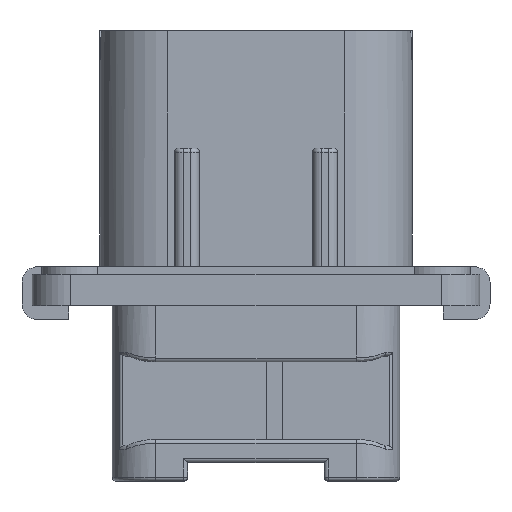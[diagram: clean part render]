
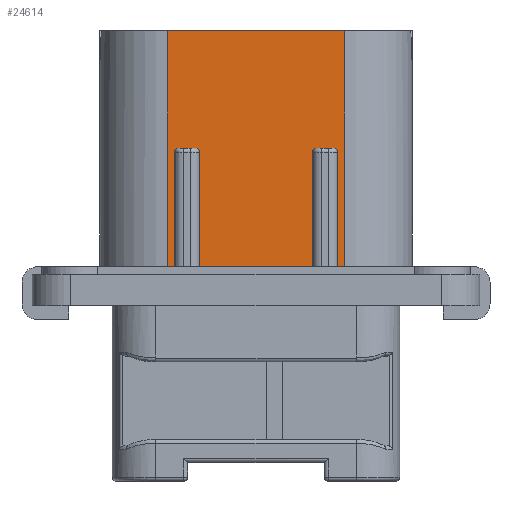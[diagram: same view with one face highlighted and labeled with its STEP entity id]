
A CAD part, front view. The second image highlights one B-rep face of the part: STEP entity #24614.
In plain terms, the highlighted planar face has unit normal (0, -1, 0).
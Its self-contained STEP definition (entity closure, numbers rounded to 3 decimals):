
#999=DIRECTION('',(1.,0.,0.));
#1000=VECTOR('',#999,0.45);
#1001=CARTESIAN_POINT('',(5.25,-9.,2.));
#1002=LINE('',#1001,#1000);
#1222=DIRECTION('',(1.,0.,0.));
#1223=VECTOR('',#1222,0.45);
#1224=CARTESIAN_POINT('',(-5.7,-9.,2.));
#1225=LINE('',#1224,#1223);
#1234=CARTESIAN_POINT('',(-5.,-9.,9.87));
#1235=DIRECTION('',(0.,1.,0.));
#1236=DIRECTION('',(-1.,0.,0.));
#1237=AXIS2_PLACEMENT_3D('',#1234,#1235,#1236);
#1266=CARTESIAN_POINT('',(-3.9,-9.,9.87));
#1267=DIRECTION('',(0.,1.,0.));
#1268=DIRECTION('',(0.,0.,1.));
#1269=AXIS2_PLACEMENT_3D('',#1266,#1267,#1268);
#1279=DIRECTION('',(0.,0.,-1.));
#1280=VECTOR('',#1279,7.87);
#1281=CARTESIAN_POINT('',(5.25,-9.,9.87));
#1282=LINE('',#1281,#1280);
#1283=DIRECTION('',(-1.,0.,0.));
#1284=VECTOR('',#1283,1.1);
#1285=CARTESIAN_POINT('',(5.,-9.,10.12));
#1286=LINE('',#1285,#1284);
#1287=DIRECTION('',(0.,0.,-1.));
#1288=VECTOR('',#1287,7.87);
#1289=CARTESIAN_POINT('',(3.65,-9.,9.87));
#1290=LINE('',#1289,#1288);
#1291=DIRECTION('',(0.,0.,-1.));
#1292=VECTOR('',#1291,7.87);
#1293=CARTESIAN_POINT('',(-3.65,-9.,9.87));
#1294=LINE('',#1293,#1292);
#1295=DIRECTION('',(-1.,0.,0.));
#1296=VECTOR('',#1295,1.1);
#1297=CARTESIAN_POINT('',(-3.9,-9.,10.12));
#1298=LINE('',#1297,#1296);
#1299=DIRECTION('',(0.,0.,-1.));
#1300=VECTOR('',#1299,7.87);
#1301=CARTESIAN_POINT('',(-5.25,-9.,9.87));
#1302=LINE('',#1301,#1300);
#1303=DIRECTION('',(0.,0.,-1.));
#1304=VECTOR('',#1303,15.67);
#1305=CARTESIAN_POINT('',(-5.7,-9.,17.67));
#1306=LINE('',#1305,#1304);
#1307=DIRECTION('',(0.,0.,-1.));
#1308=VECTOR('',#1307,15.67);
#1309=CARTESIAN_POINT('',(5.7,-9.,17.67));
#1310=LINE('',#1309,#1308);
#1324=CARTESIAN_POINT('',(5.,-9.,9.87));
#1325=DIRECTION('',(0.,1.,0.));
#1326=DIRECTION('',(0.,0.,1.));
#1327=AXIS2_PLACEMENT_3D('',#1324,#1325,#1326);
#1462=DIRECTION('',(1.,0.,0.));
#1463=VECTOR('',#1462,7.3);
#1464=CARTESIAN_POINT('',(-3.65,-9.,2.));
#1465=LINE('',#1464,#1463);
#1478=CARTESIAN_POINT('',(3.9,-9.,9.87));
#1479=DIRECTION('',(0.,1.,0.));
#1480=DIRECTION('',(-1.,0.,0.));
#1481=AXIS2_PLACEMENT_3D('',#1478,#1479,#1480);
#1690=DIRECTION('',(1.,0.,0.));
#1691=VECTOR('',#1690,11.4);
#1692=CARTESIAN_POINT('',(-5.7,-9.,17.67));
#1693=LINE('',#1692,#1691);
#19093=CARTESIAN_POINT('',(-5.7,-9.,17.67));
#19094=CARTESIAN_POINT('',(-5.7,-9.,2.));
#19095=VERTEX_POINT('',#19093);
#19096=VERTEX_POINT('',#19094);
#19097=CARTESIAN_POINT('',(5.7,-9.,17.67));
#19098=CARTESIAN_POINT('',(5.7,-9.,2.));
#19099=VERTEX_POINT('',#19097);
#19100=VERTEX_POINT('',#19098);
#21012=CARTESIAN_POINT('',(-5.25,-9.,2.));
#21013=VERTEX_POINT('',#21012);
#21014=CARTESIAN_POINT('',(-3.65,-9.,2.));
#21015=CARTESIAN_POINT('',(3.65,-9.,2.));
#21016=VERTEX_POINT('',#21014);
#21017=VERTEX_POINT('',#21015);
#21018=CARTESIAN_POINT('',(5.25,-9.,2.));
#21019=VERTEX_POINT('',#21018);
#21061=CARTESIAN_POINT('',(5.25,-9.,9.87));
#21063=VERTEX_POINT('',#21061);
#21065=CARTESIAN_POINT('',(5.,-9.,10.12));
#21067=VERTEX_POINT('',#21065);
#21080=CARTESIAN_POINT('',(3.9,-9.,10.12));
#21081=VERTEX_POINT('',#21080);
#21082=CARTESIAN_POINT('',(3.65,-9.,9.87));
#21083=VERTEX_POINT('',#21082);
#21085=CARTESIAN_POINT('',(-3.65,-9.,9.87));
#21087=VERTEX_POINT('',#21085);
#21089=CARTESIAN_POINT('',(-3.9,-9.,10.12));
#21091=VERTEX_POINT('',#21089);
#21104=CARTESIAN_POINT('',(-5.,-9.,10.12));
#21105=VERTEX_POINT('',#21104);
#21106=CARTESIAN_POINT('',(-5.25,-9.,9.87));
#21107=VERTEX_POINT('',#21106);
#24582=CARTESIAN_POINT('',(-10.05,-9.,2.));
#24583=DIRECTION('',(0.,-1.,0.));
#24584=DIRECTION('',(1.,0.,0.));
#24585=AXIS2_PLACEMENT_3D('',#24582,#24583,#24584);
#24586=PLANE('',#24585);
#24588=ORIENTED_EDGE('',*,*,#24587,.F.);
#24590=ORIENTED_EDGE('',*,*,#24589,.F.);
#24592=ORIENTED_EDGE('',*,*,#24591,.T.);
#24594=ORIENTED_EDGE('',*,*,#24593,.F.);
#24596=ORIENTED_EDGE('',*,*,#24595,.T.);
#24598=ORIENTED_EDGE('',*,*,#24597,.F.);
#24599=ORIENTED_EDGE('',*,*,#24573,.F.);
#24600=ORIENTED_EDGE('',*,*,#24562,.F.);
#24601=ORIENTED_EDGE('',*,*,#24547,.T.);
#24602=ORIENTED_EDGE('',*,*,#24528,.F.);
#24603=ORIENTED_EDGE('',*,*,#24513,.T.);
#24604=ORIENTED_EDGE('',*,*,#24498,.F.);
#24606=ORIENTED_EDGE('',*,*,#24605,.F.);
#24608=ORIENTED_EDGE('',*,*,#24607,.T.);
#24610=ORIENTED_EDGE('',*,*,#24609,.T.);
#24611=ORIENTED_EDGE('',*,*,#24229,.F.);
#24612=EDGE_LOOP('',(#24588,#24590,#24592,#24594,#24596,#24598,#24599,#24600,
#24601,#24602,#24603,#24604,#24606,#24608,#24610,#24611));
#24613=FACE_OUTER_BOUND('',#24612,.F.);
#24614=ADVANCED_FACE('',(#24613),#24586,.T.);
#1238=CIRCLE('',#1237,0.25);
#1270=CIRCLE('',#1269,0.25);
#1328=CIRCLE('',#1327,0.25);
#1482=CIRCLE('',#1481,0.25);
#24229=EDGE_CURVE('',#21019,#19100,#1002,.T.);
#24498=EDGE_CURVE('',#19096,#21013,#1225,.T.);
#24513=EDGE_CURVE('',#21107,#21013,#1302,.T.);
#24528=EDGE_CURVE('',#21107,#21105,#1238,.T.);
#24547=EDGE_CURVE('',#21091,#21105,#1298,.T.);
#24562=EDGE_CURVE('',#21091,#21087,#1270,.T.);
#24573=EDGE_CURVE('',#21087,#21016,#1294,.T.);
#24587=EDGE_CURVE('',#21063,#21019,#1282,.T.);
#24589=EDGE_CURVE('',#21067,#21063,#1328,.T.);
#24591=EDGE_CURVE('',#21067,#21081,#1286,.T.);
#24593=EDGE_CURVE('',#21083,#21081,#1482,.T.);
#24595=EDGE_CURVE('',#21083,#21017,#1290,.T.);
#24597=EDGE_CURVE('',#21016,#21017,#1465,.T.);
#24605=EDGE_CURVE('',#19095,#19096,#1306,.T.);
#24607=EDGE_CURVE('',#19095,#19099,#1693,.T.);
#24609=EDGE_CURVE('',#19099,#19100,#1310,.T.);
